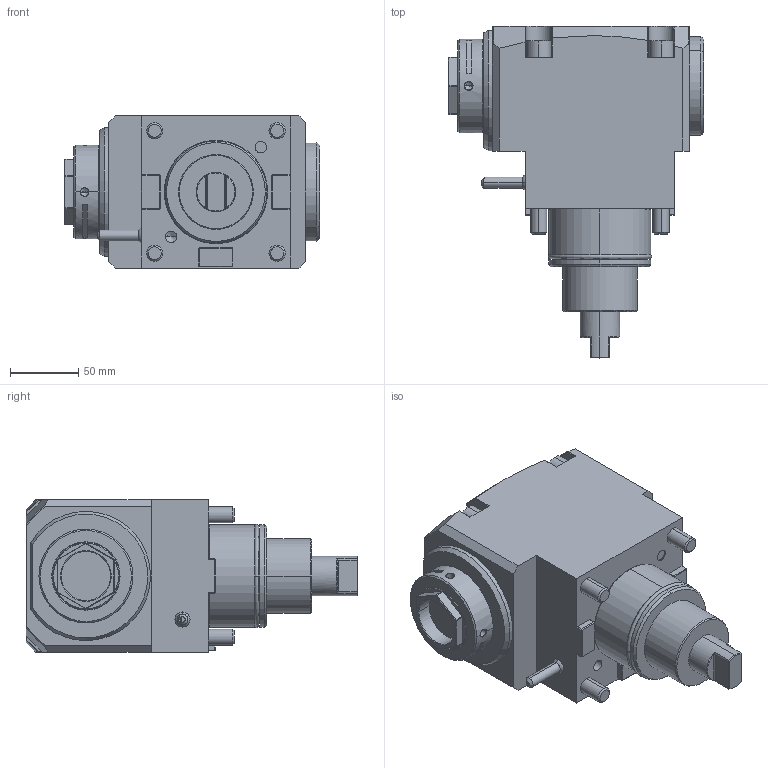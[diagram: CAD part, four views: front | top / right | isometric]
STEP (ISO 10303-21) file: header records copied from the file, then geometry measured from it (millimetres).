
FILE_DESCRIPTION((''),'2;1');
FILE_NAME('NGT2_75_205_40_1_3_90_DO','2023-09-29T',('vali'),('NOVA GRUP'),'PRO/ENGINEER BY PARAMETRIC TECHNOLOGY CORPORATION, 2010280','PRO/ENGINEER BY PARAMETRIC TECHNOLOGY CORPORATION, 2010280','');
FILE_SCHEMA(('CONFIG_CONTROL_DESIGN'));
Length unit declared in the file: millimetre
Products named in the file (1): NGT2_75_205_40_1_3_90_DO
Bounding box: 187.8 x 244 x 112 mm (x, y, z)
Volume: 2427937.4 mm3; surface area: 140635.9 mm2
Topology: 2 solids, 2 shells, 301 faces, 745 edges, 465 vertices
Faces by surface type: plane 151, cylinder 73, cone 45, bspline 12, extrusion 12, torus 6, sphere 2
Entity records: 10730 total; most frequent: CARTESIAN_POINT 3755, ORIENTED_EDGE 1470, DIRECTION 1355, EDGE_CURVE 735, VERTEX_POINT 465, AXIS2_PLACEMENT_3D 462, VECTOR 431, LINE 419
